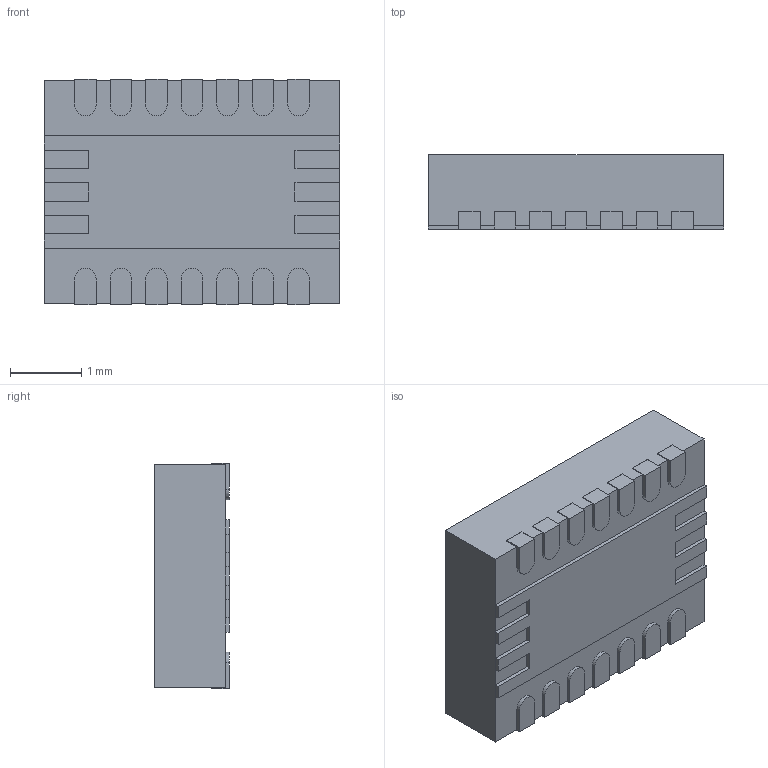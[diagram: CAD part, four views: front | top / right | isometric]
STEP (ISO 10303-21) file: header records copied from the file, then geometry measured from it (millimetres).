
FILE_DESCRIPTION (( 'STEP AP214' ), '1' );
FILE_NAME ('7A754B60-5BD3-4661-863F-2F5A8CEA4047.STEP', '2023-05-18T07:33:12', ( '' ), ( '' ), 'SwSTEP 2.0', 'SolidWorks 2022', '' );
FILE_SCHEMA (( 'AUTOMOTIVE_DESIGN' ));
Length unit declared in the file: millimetre
Products named in the file (1): 7A754B60-5BD3-4661-863F-2F5A8CEA4047
Bounding box: 4.15 x 1.05 x 3.17 mm (x, y, z)
Volume: 13.5 mm3; surface area: 43 mm2
Topology: 1 solids, 1 shells, 144 faces, 407 edges, 266 vertices
Faces by surface type: plane 121, cylinder 23
Entity records: 4766 total; most frequent: CARTESIAN_POINT 818, ORIENTED_EDGE 814, DIRECTION 743, EDGE_CURVE 407, LINE 361, VECTOR 361, VERTEX_POINT 266, AXIS2_PLACEMENT_3D 191
